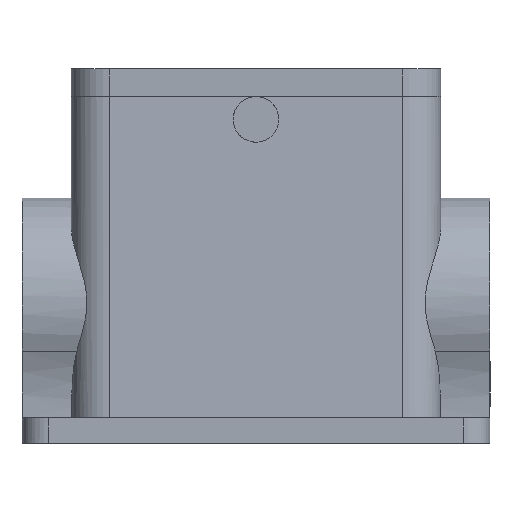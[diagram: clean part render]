
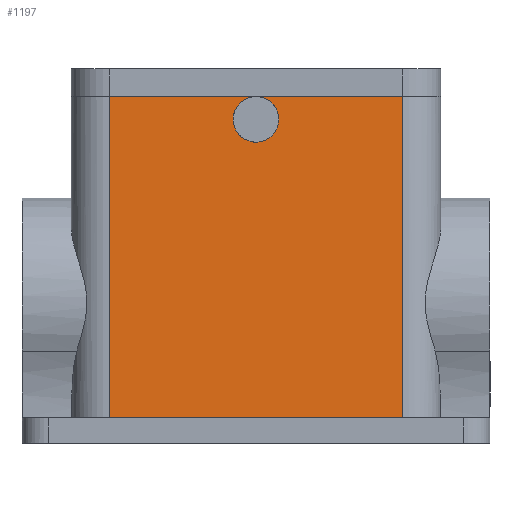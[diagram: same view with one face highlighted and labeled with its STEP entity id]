
A CAD part, left-side view. The second image highlights one B-rep face of the part: STEP entity #1197.
In plain terms, the highlighted planar face has unit normal (-0.999, 0, 0.035).
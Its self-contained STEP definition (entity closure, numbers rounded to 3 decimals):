
#1110=AXIS2_PLACEMENT_3D('Plane Axis2P3D',#1107,#1108,#1109) ;
#281=CARTESIAN_POINT('Vertex',(8.5,75.25,68.5)) ;
#284=CARTESIAN_POINT('Line Origine',(8.5,60.75,68.5)) ;
#288=CARTESIAN_POINT('Vertex',(8.5,46.25,68.5)) ;
#291=CARTESIAN_POINT('Line Origine',(8.5,31.75,68.5)) ;
#295=CARTESIAN_POINT('Vertex',(8.5,17.25,68.5)) ;
#1042=CARTESIAN_POINT('Line Origine',(7.343,75.25,35.381)) ;
#1046=CARTESIAN_POINT('Vertex',(6.283,75.25,5.)) ;
#1107=CARTESIAN_POINT('Axis2P3D Location',(8.5,46.25,68.5)) ;
#1112=CARTESIAN_POINT('Line Origine',(6.283,46.25,5.)) ;
#1116=CARTESIAN_POINT('Vertex',(6.283,17.25,5.)) ;
#1119=CARTESIAN_POINT('Line Origine',(7.391,17.25,36.75)) ;
#1132=CARTESIAN_POINT('Control Point',(8.5,46.25,68.5)) ;
#1133=CARTESIAN_POINT('Control Point',(8.5,45.731,68.5)) ;
#1134=CARTESIAN_POINT('Control Point',(8.497,45.212,68.426)) ;
#1135=CARTESIAN_POINT('Control Point',(8.492,44.707,68.276)) ;
#1136=CARTESIAN_POINT('Control Point',(8.477,43.755,67.835)) ;
#1137=CARTESIAN_POINT('Control Point',(8.453,42.966,67.143)) ;
#1138=CARTESIAN_POINT('Control Point',(8.439,42.625,66.741)) ;
#1139=CARTESIAN_POINT('Control Point',(8.408,42.067,65.852)) ;
#1140=CARTESIAN_POINT('Control Point',(8.372,41.783,64.841)) ;
#1141=CARTESIAN_POINT('Control Point',(8.354,41.715,64.319)) ;
#1142=CARTESIAN_POINT('Control Point',(8.325,41.729,63.486)) ;
#1143=CARTESIAN_POINT('Control Point',(8.297,41.93,62.682)) ;
#1144=CARTESIAN_POINT('Control Point',(8.287,42.03,62.392)) ;
#1145=CARTESIAN_POINT('Control Point',(8.277,42.154,62.111)) ;
#1146=CARTESIAN_POINT('Control Point',(8.268,42.301,61.843)) ;
#1147=CARTESIAN_POINT('Vertex',(8.268,42.301,61.843)) ;
#1151=CARTESIAN_POINT('Control Point',(8.268,42.301,61.843)) ;
#1152=CARTESIAN_POINT('Control Point',(8.255,42.5,61.478)) ;
#1153=CARTESIAN_POINT('Control Point',(8.243,42.741,61.137)) ;
#1154=CARTESIAN_POINT('Control Point',(8.232,43.021,60.825)) ;
#1155=CARTESIAN_POINT('Control Point',(8.213,43.648,60.271)) ;
#1156=CARTESIAN_POINT('Control Point',(8.199,44.385,59.874)) ;
#1157=CARTESIAN_POINT('Control Point',(8.193,44.775,59.719)) ;
#1158=CARTESIAN_POINT('Control Point',(8.186,45.583,59.502)) ;
#1159=CARTESIAN_POINT('Control Point',(8.185,46.419,59.474)) ;
#1160=CARTESIAN_POINT('Control Point',(8.186,46.837,59.509)) ;
#1161=CARTESIAN_POINT('Control Point',(8.192,47.656,59.675)) ;
#1162=CARTESIAN_POINT('Control Point',(8.204,48.417,60.023)) ;
#1163=CARTESIAN_POINT('Control Point',(8.212,48.775,60.241)) ;
#1164=CARTESIAN_POINT('Control Point',(8.23,49.436,60.754)) ;
#1165=CARTESIAN_POINT('Control Point',(8.252,49.962,61.405)) ;
#1166=CARTESIAN_POINT('Control Point',(8.265,50.186,61.76)) ;
#1167=CARTESIAN_POINT('Control Point',(8.291,50.548,62.514)) ;
#1168=CARTESIAN_POINT('Control Point',(8.319,50.729,63.331)) ;
#1169=CARTESIAN_POINT('Control Point',(8.334,50.772,63.748)) ;
#1170=CARTESIAN_POINT('Control Point',(8.36,50.761,64.503)) ;
#1171=CARTESIAN_POINT('Control Point',(8.386,50.596,65.237)) ;
#1172=CARTESIAN_POINT('Control Point',(8.397,50.492,65.556)) ;
#1173=CARTESIAN_POINT('Control Point',(8.408,50.359,65.864)) ;
#1174=CARTESIAN_POINT('Control Point',(8.418,50.199,66.157)) ;
#1175=CARTESIAN_POINT('Vertex',(8.418,50.199,66.157)) ;
#1179=CARTESIAN_POINT('Control Point',(8.418,50.199,66.157)) ;
#1180=CARTESIAN_POINT('Control Point',(8.431,50.,66.522)) ;
#1181=CARTESIAN_POINT('Control Point',(8.443,49.758,66.864)) ;
#1182=CARTESIAN_POINT('Control Point',(8.454,49.479,67.176)) ;
#1183=CARTESIAN_POINT('Control Point',(8.473,48.852,67.73)) ;
#1184=CARTESIAN_POINT('Control Point',(8.487,48.116,68.127)) ;
#1185=CARTESIAN_POINT('Control Point',(8.492,47.726,68.281)) ;
#1186=CARTESIAN_POINT('Control Point',(8.497,47.193,68.425)) ;
#1187=CARTESIAN_POINT('Control Point',(8.499,46.648,68.485)) ;
#1188=CARTESIAN_POINT('Control Point',(8.5,46.515,68.495)) ;
#1189=CARTESIAN_POINT('Control Point',(8.5,46.383,68.5)) ;
#1190=CARTESIAN_POINT('Control Point',(8.5,46.25,68.5)) ;
#285=DIRECTION('Vector Direction',(0.,1.,0.)) ;
#292=DIRECTION('Vector Direction',(0.,1.,0.)) ;
#1043=DIRECTION('Vector Direction',(0.035,0.,0.999)) ;
#1108=DIRECTION('Axis2P3D Direction',(-0.999,0.,0.035)) ;
#1109=DIRECTION('Axis2P3D XDirection',(0.,1.,0.)) ;
#1113=DIRECTION('Vector Direction',(0.,1.,0.)) ;
#1120=DIRECTION('Vector Direction',(-0.035,0.,-0.999)) ;
#286=VECTOR('Line Direction',#285,1.) ;
#293=VECTOR('Line Direction',#292,1.) ;
#1044=VECTOR('Line Direction',#1043,1.) ;
#1114=VECTOR('Line Direction',#1113,1.) ;
#1121=VECTOR('Line Direction',#1120,1.) ;
#1125=ORIENTED_EDGE('',*,*,#290,.F.) ;
#1126=ORIENTED_EDGE('',*,*,#1048,.F.) ;
#1127=ORIENTED_EDGE('',*,*,#1118,.F.) ;
#1128=ORIENTED_EDGE('',*,*,#1123,.F.) ;
#1129=ORIENTED_EDGE('',*,*,#297,.F.) ;
#1193=ORIENTED_EDGE('',*,*,#1149,.T.) ;
#1194=ORIENTED_EDGE('',*,*,#1177,.T.) ;
#1195=ORIENTED_EDGE('',*,*,#1191,.T.) ;
#1196=FACE_BOUND('',#1192,.T.) ;
#1197=ADVANCED_FACE('Housing',(#1130,#1196),#1111,.T.) ;
#1131=B_SPLINE_CURVE_WITH_KNOTS('',5,(#1132,#1133,#1134,#1135,#1136,#1137,#1138,#1139,#1140,#1141,#1142,#1143,#1144,#1145,#1146),.UNSPECIFIED.,.F.,.U.,(6,3,3,3,6),(0.,3.85,7.707,11.561,13.831),.UNSPECIFIED.) ;
#1150=B_SPLINE_CURVE_WITH_KNOTS('',5,(#1151,#1152,#1153,#1154,#1155,#1156,#1157,#1158,#1159,#1160,#1161,#1162,#1163,#1164,#1165,#1166,#1167,#1168,#1169,#1170,#1171,#1172,#1173,#1174),.UNSPECIFIED.,.F.,.U.,(6,3,3,3,3,3,3,6),(0.,2.979,5.96,8.938,11.918,14.899,17.881,20.276),.UNSPECIFIED.) ;
#1178=B_SPLINE_CURVE_WITH_KNOTS('',5,(#1179,#1180,#1181,#1182,#1183,#1184,#1185,#1186,#1187,#1188,#1189,#1190),.UNSPECIFIED.,.F.,.U.,(6,3,3,6),(0.,2.987,5.975,6.928),.UNSPECIFIED.) ;
#290=EDGE_CURVE('',#282,#289,#287,.F.) ;
#297=EDGE_CURVE('',#289,#296,#294,.F.) ;
#1048=EDGE_CURVE('',#1047,#282,#1045,.T.) ;
#1118=EDGE_CURVE('',#1117,#1047,#1115,.T.) ;
#1123=EDGE_CURVE('',#296,#1117,#1122,.T.) ;
#1149=EDGE_CURVE('',#289,#1148,#1131,.T.) ;
#1177=EDGE_CURVE('',#1148,#1176,#1150,.T.) ;
#1191=EDGE_CURVE('',#1176,#289,#1178,.T.) ;
#1124=EDGE_LOOP('',(#1125,#1126,#1127,#1128,#1129)) ;
#1192=EDGE_LOOP('',(#1193,#1194,#1195)) ;
#1130=FACE_OUTER_BOUND('',#1124,.T.) ;
#287=LINE('Line',#284,#286) ;
#294=LINE('Line',#291,#293) ;
#1045=LINE('Line',#1042,#1044) ;
#1115=LINE('Line',#1112,#1114) ;
#1122=LINE('Line',#1119,#1121) ;
#1111=PLANE('',#1110) ;
#282=VERTEX_POINT('',#281) ;
#289=VERTEX_POINT('',#288) ;
#296=VERTEX_POINT('',#295) ;
#1047=VERTEX_POINT('',#1046) ;
#1117=VERTEX_POINT('',#1116) ;
#1148=VERTEX_POINT('',#1147) ;
#1176=VERTEX_POINT('',#1175) ;
